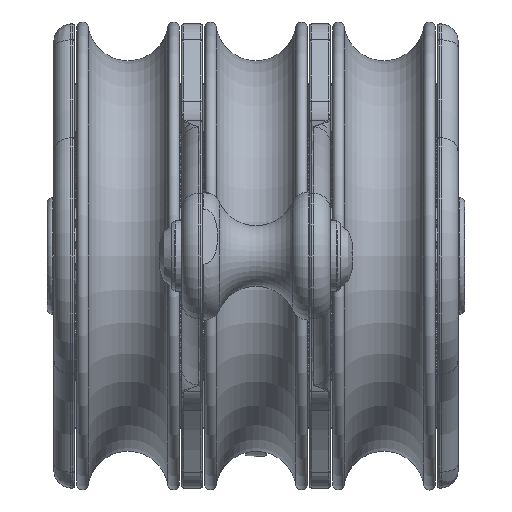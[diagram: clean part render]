
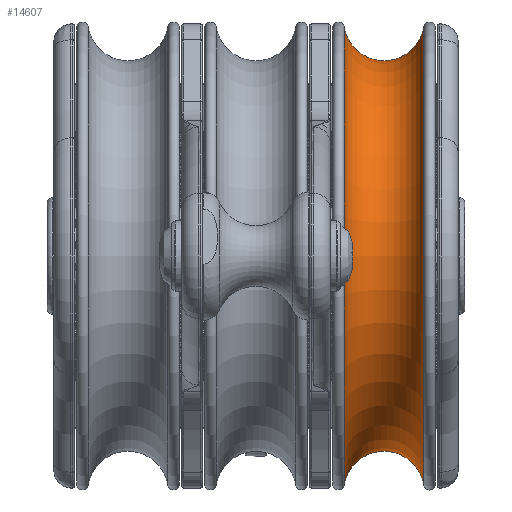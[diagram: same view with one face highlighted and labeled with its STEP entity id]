
A CAD part, front view. The second image highlights one B-rep face of the part: STEP entity #14607.
In plain terms, the highlighted toroidal (fillet/blend) face has major radius 35 mm and minor radius 6 mm.
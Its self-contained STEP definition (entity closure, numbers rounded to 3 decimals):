
#2697=FACE_OUTER_BOUND('',#3706,.T.);
#3706=EDGE_LOOP('',(#12456,#12457,#12458,#12459,#12460,#12461));
#5582=CIRCLE('',#16679,34.041);
#5583=CIRCLE('',#16680,34.041);
#5585=CIRCLE('',#16683,6.);
#5586=CIRCLE('',#16684,34.041);
#5587=CIRCLE('',#16685,34.041);
#7016=VERTEX_POINT('',#29272);
#7017=VERTEX_POINT('',#29273);
#7018=VERTEX_POINT('',#29278);
#7019=VERTEX_POINT('',#29280);
#8987=EDGE_CURVE('',#7016,#7017,#5582,.T.);
#8988=EDGE_CURVE('',#7017,#7016,#5583,.T.);
#8990=EDGE_CURVE('',#7017,#7018,#5585,.T.);
#8991=EDGE_CURVE('',#7019,#7018,#5586,.T.);
#8992=EDGE_CURVE('',#7018,#7019,#5587,.T.);
#12456=ORIENTED_EDGE('',*,*,#8987,.T.);
#12457=ORIENTED_EDGE('',*,*,#8990,.T.);
#12458=ORIENTED_EDGE('',*,*,#8991,.F.);
#12459=ORIENTED_EDGE('',*,*,#8992,.F.);
#12460=ORIENTED_EDGE('',*,*,#8990,.F.);
#12461=ORIENTED_EDGE('',*,*,#8988,.T.);
#13804=TOROIDAL_SURFACE('',#16682,35.,6.);
#14607=ADVANCED_FACE('',(#2697),#13804,.F.);
#16679=AXIS2_PLACEMENT_3D('',#29274,#21110,#21111);
#16680=AXIS2_PLACEMENT_3D('',#29275,#21112,#21113);
#16682=AXIS2_PLACEMENT_3D('',#29277,#21116,#21117);
#16683=AXIS2_PLACEMENT_3D('',#29279,#21118,#21119);
#16684=AXIS2_PLACEMENT_3D('',#29281,#21120,#21121);
#16685=AXIS2_PLACEMENT_3D('',#29282,#21122,#21123);
#21110=DIRECTION('center_axis',(1.,0.,0.));
#21111=DIRECTION('ref_axis',(0.,1.,0.));
#21112=DIRECTION('center_axis',(1.,0.,0.));
#21113=DIRECTION('ref_axis',(0.,1.,0.));
#21116=DIRECTION('center_axis',(1.,0.,0.));
#21117=DIRECTION('ref_axis',(0.,0.,-1.));
#21118=DIRECTION('center_axis',(0.,-1.,0.));
#21119=DIRECTION('ref_axis',(0.,0.,1.));
#21120=DIRECTION('center_axis',(1.,0.,0.));
#21121=DIRECTION('ref_axis',(0.,1.,0.));
#21122=DIRECTION('center_axis',(1.,0.,0.));
#21123=DIRECTION('ref_axis',(0.,1.,0.));
#29272=CARTESIAN_POINT('',(13.077,34.041,0.));
#29273=CARTESIAN_POINT('',(13.077,0.,34.041));
#29274=CARTESIAN_POINT('Origin',(13.077,0.,
0.));
#29275=CARTESIAN_POINT('Origin',(13.077,0.,
0.));
#29277=CARTESIAN_POINT('Origin',(19.,0.,0.));
#29278=CARTESIAN_POINT('',(24.923,0.,34.041));
#29279=CARTESIAN_POINT('Origin',(19.,0.,35.));
#29280=CARTESIAN_POINT('',(24.923,34.041,0.));
#29281=CARTESIAN_POINT('Origin',(24.923,0.,
0.));
#29282=CARTESIAN_POINT('Origin',(24.923,0.,
0.));
